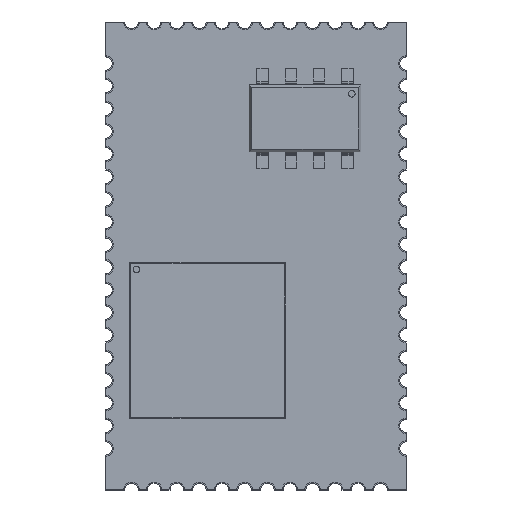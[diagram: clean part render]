
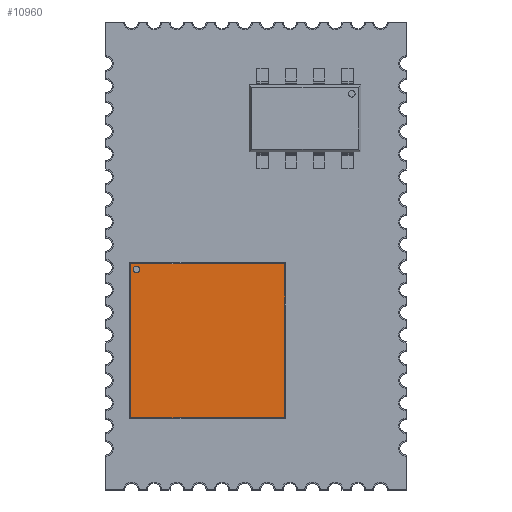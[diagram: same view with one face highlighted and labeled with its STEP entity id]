
A CAD part, top view. The second image highlights one B-rep face of the part: STEP entity #10960.
In plain terms, the highlighted planar face has unit normal (0, 0, 1).
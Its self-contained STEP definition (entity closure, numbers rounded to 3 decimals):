
#540=FACE_BOUND('',#1696,.T.);
#547=PLANE('',#11922);
#954=FACE_OUTER_BOUND('',#1695,.T.);
#1695=EDGE_LOOP('',(#7691,#7692,#7693,#7694));
#1696=EDGE_LOOP('',(#7695));
#2433=LINE('',#16807,#3419);
#2437=LINE('',#16815,#3423);
#2440=LINE('',#16821,#3426);
#2443=LINE('',#16826,#3429);
#3419=VECTOR('',#13227,10.);
#3423=VECTOR('',#13233,10.);
#3426=VECTOR('',#13238,10.);
#3429=VECTOR('',#13243,10.);
#4405=CIRCLE('',#11916,0.15);
#4954=VERTEX_POINT('',#16800);
#4955=VERTEX_POINT('',#16805);
#4956=VERTEX_POINT('',#16806);
#4959=VERTEX_POINT('',#16814);
#4961=VERTEX_POINT('',#16820);
#6137=EDGE_CURVE('',#4954,#4954,#4405,.T.);
#6138=EDGE_CURVE('',#4955,#4956,#2433,.T.);
#6142=EDGE_CURVE('',#4956,#4959,#2437,.T.);
#6145=EDGE_CURVE('',#4959,#4961,#2440,.T.);
#6148=EDGE_CURVE('',#4961,#4955,#2443,.T.);
#7691=ORIENTED_EDGE('',*,*,#6148,.T.);
#7692=ORIENTED_EDGE('',*,*,#6138,.T.);
#7693=ORIENTED_EDGE('',*,*,#6142,.T.);
#7694=ORIENTED_EDGE('',*,*,#6145,.T.);
#7695=ORIENTED_EDGE('',*,*,#6137,.T.);
#10960=ADVANCED_FACE('',(#954,#540),#547,.T.);
#11916=AXIS2_PLACEMENT_3D('',#16802,#13221,#13222);
#11922=AXIS2_PLACEMENT_3D('',#16828,#13245,#13246);
#13221=DIRECTION('center_axis',(0.,0.,-1.));
#13222=DIRECTION('ref_axis',(1.,0.,0.));
#13227=DIRECTION('',(-1.,0.,0.));
#13233=DIRECTION('',(0.,-1.,0.));
#13238=DIRECTION('',(1.,0.,0.));
#13243=DIRECTION('',(0.,1.,0.));
#13245=DIRECTION('center_axis',(0.,0.,1.));
#13246=DIRECTION('ref_axis',(1.,0.,0.));
#16800=CARTESIAN_POINT('',(-3.35,3.2,0.7));
#16802=CARTESIAN_POINT('Origin',(-3.2,3.2,0.7));
#16805=CARTESIAN_POINT('',(3.45,3.45,0.7));
#16806=CARTESIAN_POINT('',(-3.45,3.45,0.7));
#16807=CARTESIAN_POINT('',(3.45,3.45,0.7));
#16814=CARTESIAN_POINT('',(-3.45,-3.45,0.7));
#16815=CARTESIAN_POINT('',(-3.45,3.45,0.7));
#16820=CARTESIAN_POINT('',(3.45,-3.45,0.7));
#16821=CARTESIAN_POINT('',(-3.45,-3.45,0.7));
#16826=CARTESIAN_POINT('',(3.45,-3.45,0.7));
#16828=CARTESIAN_POINT('Origin',(0.,0.,0.7));
